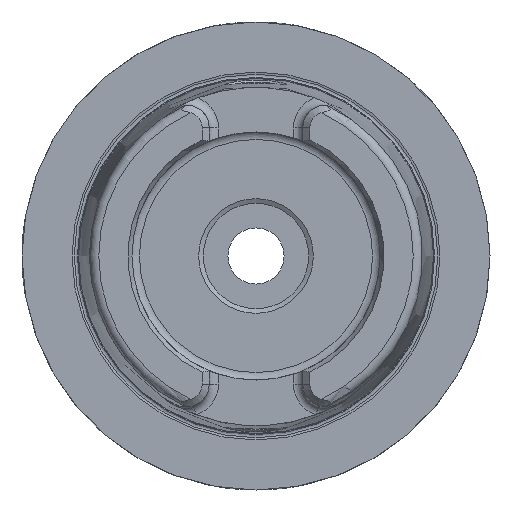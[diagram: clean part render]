
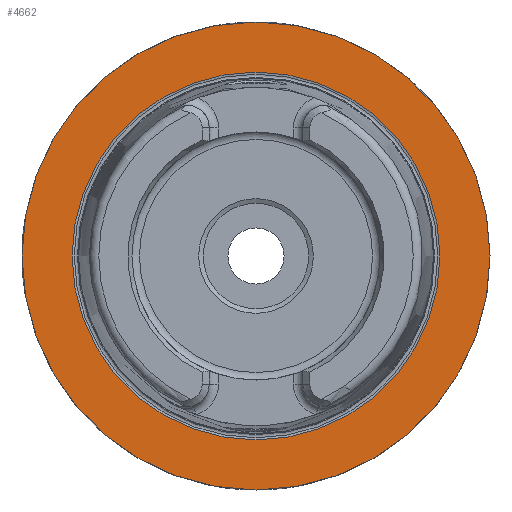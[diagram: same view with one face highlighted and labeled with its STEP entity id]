
A CAD part, left-side view. The second image highlights one B-rep face of the part: STEP entity #4662.
In plain terms, the highlighted planar face has unit normal (-1, 0, 0).
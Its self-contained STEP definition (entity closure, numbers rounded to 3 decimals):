
#817=CARTESIAN_POINT('',(0.,50.0,0.0));
#818=VERTEX_POINT('',#817);
#819=CARTESIAN_POINT('',(0.0,0.,0.0));
#820=DIRECTION('',(1.0,0.0,0.0));
#821=DIRECTION('',(0.0,1.0,0.0));
#822=AXIS2_PLACEMENT_3D('',#819,#820,#821);
#823=CIRCLE('',#822,50.0);
#824=EDGE_CURVE('',#818,#818,#823,.T.);
#4604=CARTESIAN_POINT('',(0.,39.297,0.0));
#4605=VERTEX_POINT('',#4604);
#4606=CARTESIAN_POINT('',(0.,0.0,0.0));
#4607=DIRECTION('',(1.0,0.0,0.0));
#4608=DIRECTION('',(0.0,1.0,0.0));
#4609=AXIS2_PLACEMENT_3D('',#4606,#4607,#4608);
#4610=CIRCLE('',#4609,39.297);
#4611=EDGE_CURVE('',#4605,#4605,#4610,.T.);
#4651=CARTESIAN_POINT('',(0.,44.004,0.0));
#4652=DIRECTION('',(-1.0,0.0,0.0));
#4653=DIRECTION('',(0.0,0.0,1.0));
#4654=AXIS2_PLACEMENT_3D('',#4651,#4652,#4653);
#4655=PLANE('',#4654);
#4656=ORIENTED_EDGE('',*,*,#824,.F.);
#4657=EDGE_LOOP('',(#4656));
#4658=FACE_OUTER_BOUND('',#4657,.T.);
#4659=ORIENTED_EDGE('',*,*,#4611,.T.);
#4660=EDGE_LOOP('',(#4659));
#4661=FACE_BOUND('',#4660,.T.);
#4662=ADVANCED_FACE('',(#4658,#4661),#4655,.T.);
